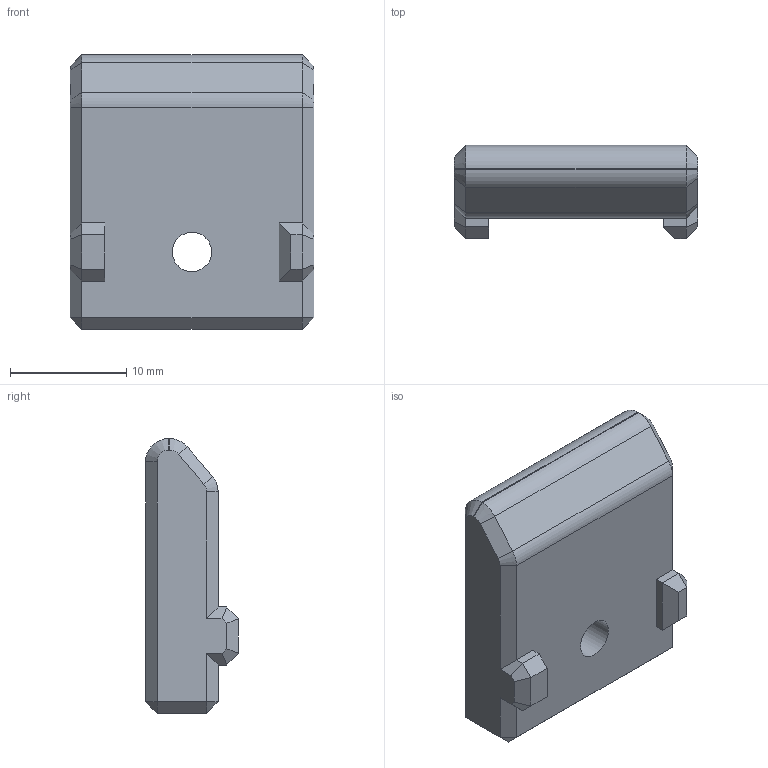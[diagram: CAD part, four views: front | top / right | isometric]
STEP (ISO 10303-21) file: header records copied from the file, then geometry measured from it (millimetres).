
FILE_DESCRIPTION(('STEP AP203'), '1');
FILE_NAME('àïðàâëÿþùèå äëÿ êóïîëà', '2024-10-28T12:27:16', ('zvv'), (''), 'C3D Converter', 'C3D Toolkit', '');
FILE_SCHEMA(('CONFIG_CONTROL_DESIGN'));
Length unit declared in the file: millimetre
Products named in the file (1): купол
Bounding box: 21 x 8 x 23.66 mm (x, y, z)
Volume: 2817.8 mm3; surface area: 1482.6 mm2
Topology: 1 solids, 1 shells, 72 faces, 167 edges, 97 vertices
Faces by surface type: plane 60, cone 7, cylinder 5
Full cylindrical faces by diameter (mm): 3.4 x1, 5.6 x1
Entity records: 2577 total; most frequent: DIRECTION 335, CARTESIAN_POINT 334, ORIENTED_EDGE 328, EDGE_CURVE 164, LINE 139, VECTOR 139, AXIS2_PLACEMENT_3D 98, VERTEX_POINT 97
